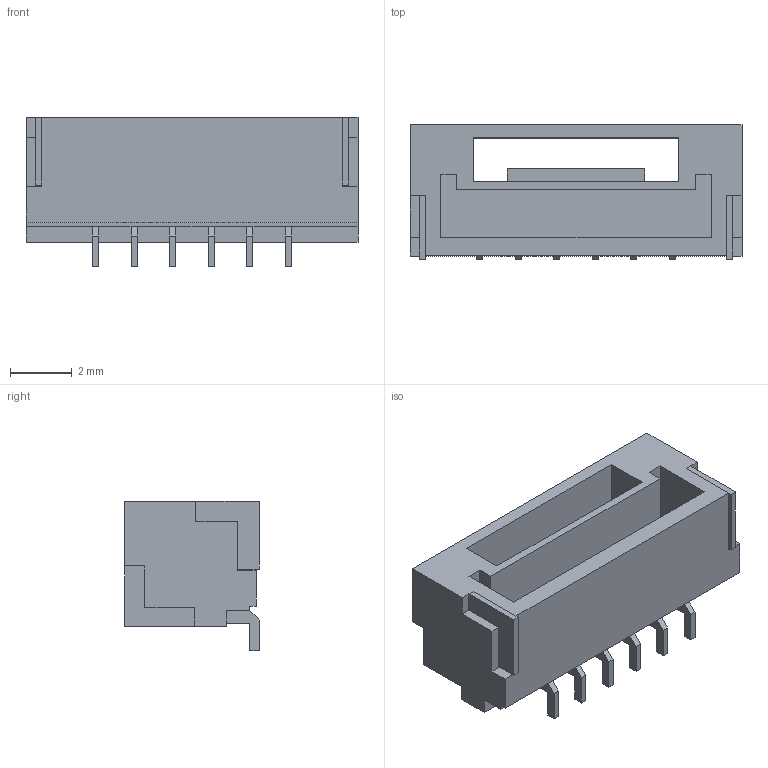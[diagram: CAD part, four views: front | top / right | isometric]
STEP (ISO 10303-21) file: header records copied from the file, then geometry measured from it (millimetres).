
FILE_DESCRIPTION (( 'STEP AP214' ), '1' );
FILE_NAME ('JST SM06B-GHS-TB.STEP', '2015-11-28T06:47:30', ( '' ), ( '' ), 'SwSTEP 2.0', 'SolidWorks 2015', '' );
FILE_SCHEMA (( 'AUTOMOTIVE_DESIGN' ));
Length unit declared in the file: millimetre
Products named in the file (1): JST SM06B-GHS-TB
Bounding box: 10.75 x 4.35 x 4.85 mm (x, y, z)
Volume: 104.4 mm3; surface area: 333.4 mm2
Topology: 1 solids, 1 shells, 106 faces, 290 edges, 188 vertices
Faces by surface type: plane 106
Entity records: 4470 total; most frequent: CARTESIAN_POINT 585, ORIENTED_EDGE 580, DIRECTION 504, VECTOR 290, EDGE_CURVE 290, LINE 290, VERTEX_POINT 188, EDGE_LOOP 110
